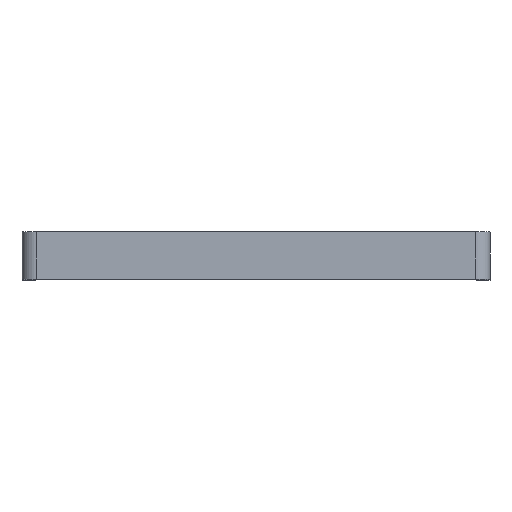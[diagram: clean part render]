
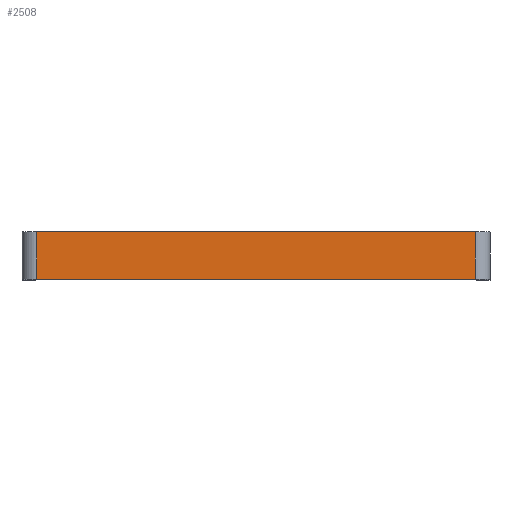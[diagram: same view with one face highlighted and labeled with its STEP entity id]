
A CAD part, top view. The second image highlights one B-rep face of the part: STEP entity #2508.
In plain terms, the highlighted planar face has unit normal (0, 0, 1).
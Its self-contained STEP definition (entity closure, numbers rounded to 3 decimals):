
#168=FACE_OUTER_BOUND('',#299,.T.);
#299=EDGE_LOOP('',(#2051,#2052,#2053,#2054));
#631=LINE('',#3941,#957);
#635=LINE('',#3952,#961);
#636=LINE('',#3955,#962);
#637=LINE('',#3956,#963);
#957=VECTOR('',#3208,10.);
#961=VECTOR('',#3218,10.);
#962=VECTOR('',#3221,10.);
#963=VECTOR('',#3222,10.);
#1213=VERTEX_POINT('',#3938);
#1214=VERTEX_POINT('',#3940);
#1218=VERTEX_POINT('',#3950);
#1219=VERTEX_POINT('',#3954);
#1538=EDGE_CURVE('',#1213,#1214,#631,.T.);
#1544=EDGE_CURVE('',#1218,#1213,#635,.T.);
#1545=EDGE_CURVE('',#1219,#1218,#636,.T.);
#1546=EDGE_CURVE('',#1214,#1219,#637,.T.);
#2051=ORIENTED_EDGE('',*,*,#1544,.F.);
#2052=ORIENTED_EDGE('',*,*,#1545,.F.);
#2053=ORIENTED_EDGE('',*,*,#1546,.F.);
#2054=ORIENTED_EDGE('',*,*,#1538,.F.);
#2390=PLANE('',#2666);
#2508=ADVANCED_FACE('',(#168),#2390,.T.);
#2666=AXIS2_PLACEMENT_3D('',#3953,#3219,#3220);
#3208=DIRECTION('',(-1.,0.,0.));
#3218=DIRECTION('',(0.,-1.,0.));
#3219=DIRECTION('center_axis',(0.,0.,1.));
#3220=DIRECTION('ref_axis',(-1.,0.,0.));
#3221=DIRECTION('',(1.,0.,0.));
#3222=DIRECTION('',(0.,1.,0.));
#3938=CARTESIAN_POINT('',(1.5,-5.,3.5));
#3940=CARTESIAN_POINT('',(-57.5,-5.,3.5));
#3941=CARTESIAN_POINT('',(-59.5,-5.,3.5));
#3950=CARTESIAN_POINT('',(1.5,1.35,3.5));
#3952=CARTESIAN_POINT('',(1.5,1.35,3.5));
#3953=CARTESIAN_POINT('Origin',(3.5,1.35,3.5));
#3954=CARTESIAN_POINT('',(-57.5,1.35,3.5));
#3955=CARTESIAN_POINT('',(-59.5,1.35,3.5));
#3956=CARTESIAN_POINT('',(-57.5,1.35,3.5));
